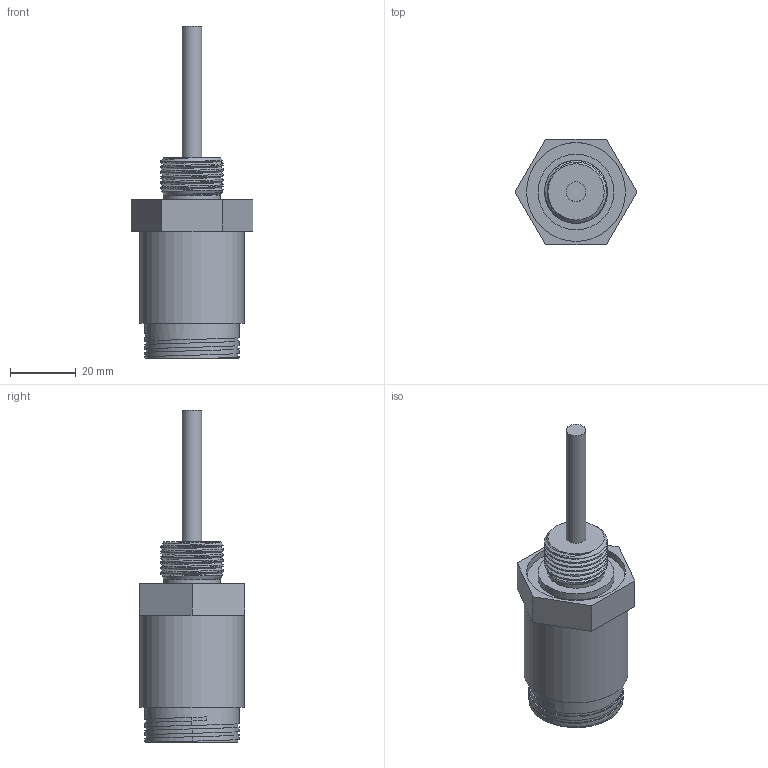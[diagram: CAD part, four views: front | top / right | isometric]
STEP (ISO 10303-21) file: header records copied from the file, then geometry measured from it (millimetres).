
FILE_DESCRIPTION(/* description */ (''),/* implementation_level */ '2;1');
FILE_NAME(/* name */ 'DBCR2008F.stp',/* time_stamp */ '2014-11-24T09:32:43+01:00',/* author */ ('sh'),/* organization */ (''),/* preprocessor_version */ 'ST-DEVELOPER v15.2',/* originating_system */ 'Autodesk Inventor 2014',/* authorisation */ '');
FILE_SCHEMA (('AUTOMOTIVE_DESIGN { 1 0 10303 214 3 1 1 }'));
Length unit declared in the file: millimetre
Products named in the file (1): DBCR2008F
Bounding box: 36.95 x 32 x 100.7 mm (x, y, z)
Volume: 31179.5 mm3; surface area: 16089.3 mm2
Topology: 2 solids, 2 shells, 208 faces, 524 edges, 347 vertices
Faces by surface type: plane 95, bspline 89, cylinder 21, cone 3
Full cylindrical faces by diameter (mm): 3 x8, 6 x1, 17.102 x1, 23 x2, 25 x1, 28.6 x3, 30 x1, 31.6 x1
Entity records: 8535 total; most frequent: CARTESIAN_POINT 4197, ORIENTED_EDGE 994, DIRECTION 587, EDGE_CURVE 497, VERTEX_POINT 340, LINE 279, VECTOR 279, EDGE_LOOP 249
